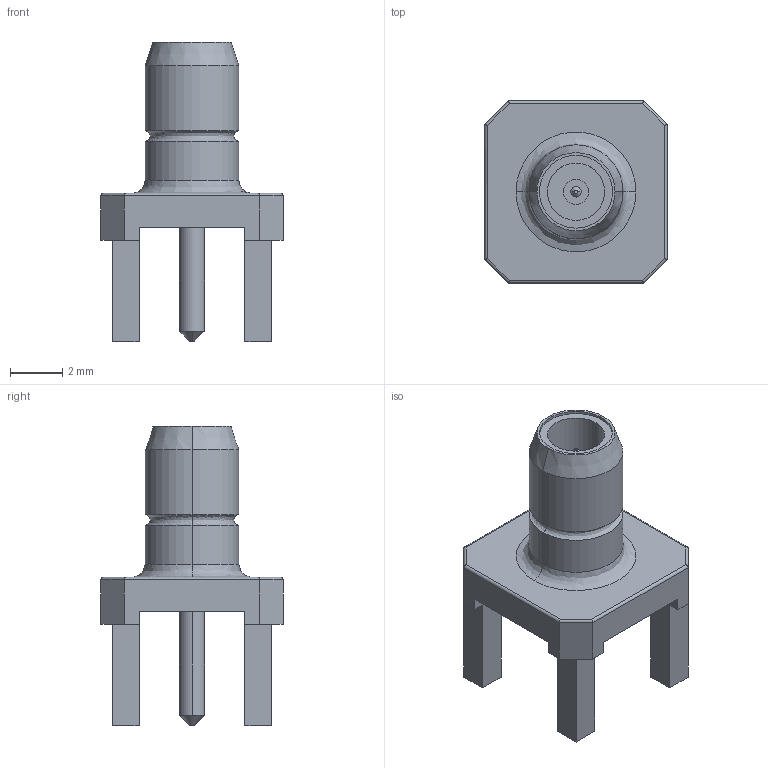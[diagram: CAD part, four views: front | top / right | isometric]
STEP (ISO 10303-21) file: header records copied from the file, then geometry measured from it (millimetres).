
FILE_DESCRIPTION (( 'STEP AP214' ), '1' );
FILE_NAME ('User Library-Straight SMB jack mini 50 Ohm.STEP', '2019-12-30T17:29:51', ( '' ), ( '' ), 'SwSTEP 2.0', 'SolidWorks 2019', '' );
FILE_SCHEMA (( 'AUTOMOTIVE_DESIGN' ));
Length unit declared in the file: millimetre
Products named in the file (1): User Library-Straight SMB jack mini 50 Ohm
Bounding box: 7 x 7 x 11.5 mm (x, y, z)
Surface area: 307.3 mm2 (no closed solid volume)
Topology: 0 solids, 1 shells, 78 faces, 184 edges, 114 vertices
Faces by surface type: plane 44, cylinder 24, cone 6, bspline 4
Entity records: 3129 total; most frequent: CARTESIAN_POINT 467, DIRECTION 368, ORIENTED_EDGE 366, EDGE_CURVE 184, VECTOR 130, LINE 130, AXIS2_PLACEMENT_3D 119, VERTEX_POINT 114
